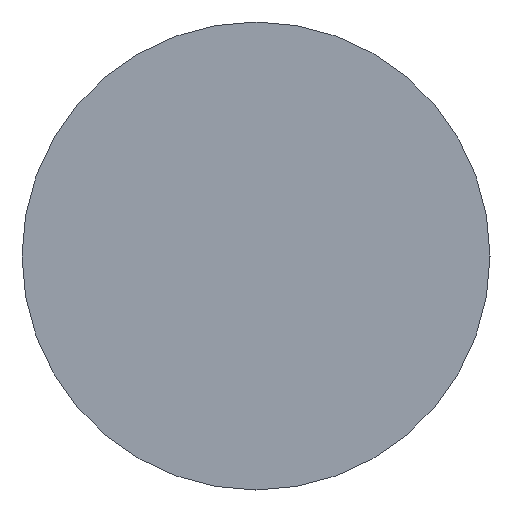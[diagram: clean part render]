
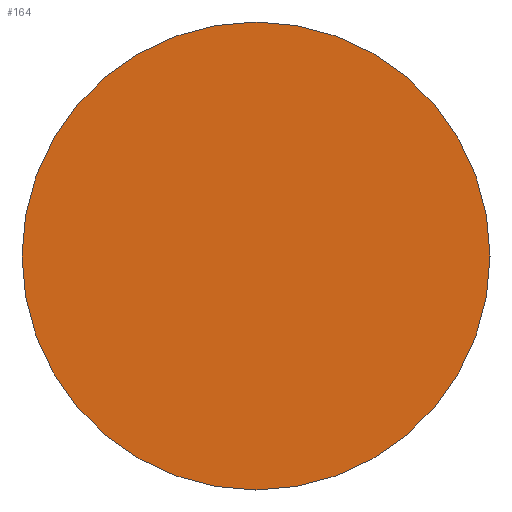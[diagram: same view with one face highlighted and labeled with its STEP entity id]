
A CAD part, left-side view. The second image highlights one B-rep face of the part: STEP entity #164.
In plain terms, the highlighted planar face has unit normal (-1, 0, 0).
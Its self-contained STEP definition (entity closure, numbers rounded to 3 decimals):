
#3 = VERTEX_POINT ( 'NONE', #86 ) ;
#6 = PLANE ( 'NONE',  #14 ) ;
#14 = AXIS2_PLACEMENT_3D ( 'NONE', #122, #63, #22 ) ;
#20 = DIRECTION ( 'NONE',  ( 0., 0., 1. ) ) ;
#22 = DIRECTION ( 'NONE',  ( 0., 0., -1. ) ) ;
#23 = VERTEX_POINT ( 'NONE', #84 ) ;
#26 = CIRCLE ( 'NONE', #128, 3.15 ) ;
#33 = DIRECTION ( 'NONE',  ( -1., 0., 0. ) ) ;
#41 = ORIENTED_EDGE ( 'NONE', *, *, #94, .T. ) ;
#51 = EDGE_CURVE ( 'NONE', #3, #23, #26, .T. ) ;
#52 = FACE_OUTER_BOUND ( 'NONE', #178, .T. ) ;
#63 = DIRECTION ( 'NONE',  ( 1., 0., 0. ) ) ;
#68 = CIRCLE ( 'NONE', #142, 3.15 ) ;
#76 = CARTESIAN_POINT ( 'NONE',  ( 22.309, 13.031, 0. ) ) ;
#84 = CARTESIAN_POINT ( 'NONE',  ( 22.309, 13.031, -3.15 ) ) ;
#86 = CARTESIAN_POINT ( 'NONE',  ( 22.309, 13.031, 3.15 ) ) ;
#94 = EDGE_CURVE ( 'NONE', #23, #3, #68, .T. ) ;
#97 = DIRECTION ( 'NONE',  ( 0., 0., 1. ) ) ;
#122 = CARTESIAN_POINT ( 'NONE',  ( 22.309, 13.031, 0. ) ) ;
#128 = AXIS2_PLACEMENT_3D ( 'NONE', #76, #171, #97 ) ;
#142 = AXIS2_PLACEMENT_3D ( 'NONE', #157, #33, #20 ) ;
#152 = ORIENTED_EDGE ( 'NONE', *, *, #51, .T. ) ;
#157 = CARTESIAN_POINT ( 'NONE',  ( 22.309, 13.031, 0. ) ) ;
#164 = ADVANCED_FACE ( 'NONE', ( #52 ), #6, .F. ) ;
#171 = DIRECTION ( 'NONE',  ( -1., 0., 0. ) ) ;
#178 = EDGE_LOOP ( 'NONE', ( #152, #41 ) ) ;
